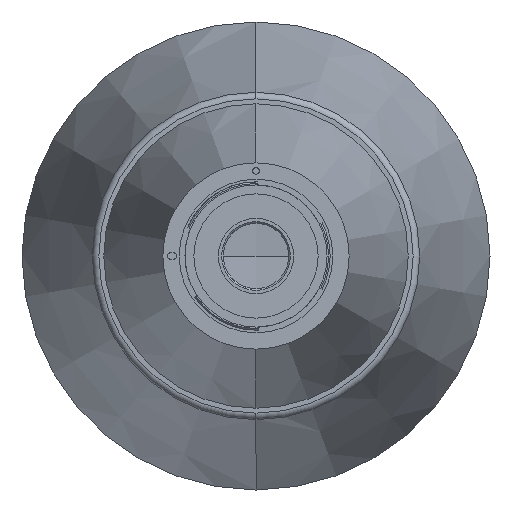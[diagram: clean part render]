
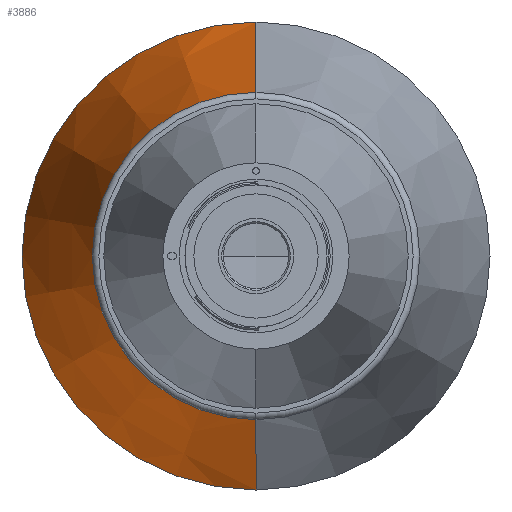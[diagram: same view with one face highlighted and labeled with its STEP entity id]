
A CAD part, left-side view. The second image highlights one B-rep face of the part: STEP entity #3886.
In plain terms, the highlighted conical face has half-angle 13.358 degrees and reference radius 50 mm.
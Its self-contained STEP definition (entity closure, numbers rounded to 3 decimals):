
#203 = CARTESIAN_POINT ( 'NONE',  ( 194.375, 0., 50. ) ) ;
#211 = AXIS2_PLACEMENT_3D ( 'NONE', #6082, #3218, #320 ) ;
#320 = DIRECTION ( 'NONE',  ( 0., 0., 1. ) ) ;
#420 = VECTOR ( 'NONE', #4078, 1000. ) ;
#495 = DIRECTION ( 'NONE',  ( 1., 0., 0. ) ) ;
#530 = ORIENTED_EDGE ( 'NONE', *, *, #1356, .T. ) ;
#874 = VERTEX_POINT ( 'NONE', #1012 ) ;
#1012 = CARTESIAN_POINT ( 'NONE',  ( 194.375, 0., -50. ) ) ;
#1195 = DIRECTION ( 'NONE',  ( 0.973, 0., -0.231 ) ) ;
#1203 = AXIS2_PLACEMENT_3D ( 'NONE', #5665, #2795, #6146 ) ;
#1356 = EDGE_CURVE ( 'NONE', #6092, #2691, #2979, .T. ) ;
#1740 = CARTESIAN_POINT ( 'NONE',  ( 284.915, 0., 71.5 ) ) ;
#1943 = CIRCLE ( 'NONE', #211, 71.5 ) ;
#2190 = EDGE_CURVE ( 'NONE', #874, #4760, #2664, .T. ) ;
#2220 = AXIS2_PLACEMENT_3D ( 'NONE', #4357, #495, #2449 ) ;
#2314 = ORIENTED_EDGE ( 'NONE', *, *, #4858, .F. ) ;
#2449 = DIRECTION ( 'NONE',  ( 0., 0., -1. ) ) ;
#2551 = ORIENTED_EDGE ( 'NONE', *, *, #2190, .F. ) ;
#2664 = LINE ( 'NONE', #4084, #3794 ) ;
#2691 = VERTEX_POINT ( 'NONE', #1740 ) ;
#2795 = DIRECTION ( 'NONE',  ( -1., 0., 0. ) ) ;
#2979 = LINE ( 'NONE', #203, #420 ) ;
#3061 = CONICAL_SURFACE ( 'NONE', #2220, 50., 0.233 ) ;
#3218 = DIRECTION ( 'NONE',  ( -1., 0., 0. ) ) ;
#3604 = CARTESIAN_POINT ( 'NONE',  ( 194.375, 0., 50. ) ) ;
#3794 = VECTOR ( 'NONE', #1195, 1000. ) ;
#3886 = ADVANCED_FACE ( 'NONE', ( #4141 ), #3061, .T. ) ;
#4078 = DIRECTION ( 'NONE',  ( 0.973, 0., 0.231 ) ) ;
#4084 = CARTESIAN_POINT ( 'NONE',  ( 194.375, 0., -50. ) ) ;
#4141 = FACE_OUTER_BOUND ( 'NONE', #4941, .T. ) ;
#4217 = CIRCLE ( 'NONE', #1203, 50. ) ;
#4326 = ORIENTED_EDGE ( 'NONE', *, *, #4792, .T. ) ;
#4357 = CARTESIAN_POINT ( 'NONE',  ( 194.375, 0., 0. ) ) ;
#4760 = VERTEX_POINT ( 'NONE', #5588 ) ;
#4792 = EDGE_CURVE ( 'NONE', #2691, #4760, #1943, .T. ) ;
#4858 = EDGE_CURVE ( 'NONE', #6092, #874, #4217, .T. ) ;
#4941 = EDGE_LOOP ( 'NONE', ( #2314, #530, #4326, #2551 ) ) ;
#5588 = CARTESIAN_POINT ( 'NONE',  ( 284.915, 0., -71.5 ) ) ;
#5665 = CARTESIAN_POINT ( 'NONE',  ( 194.375, 0., 0. ) ) ;
#6082 = CARTESIAN_POINT ( 'NONE',  ( 284.915, 0., 0. ) ) ;
#6092 = VERTEX_POINT ( 'NONE', #3604 ) ;
#6146 = DIRECTION ( 'NONE',  ( 0., 0., 1. ) ) ;
